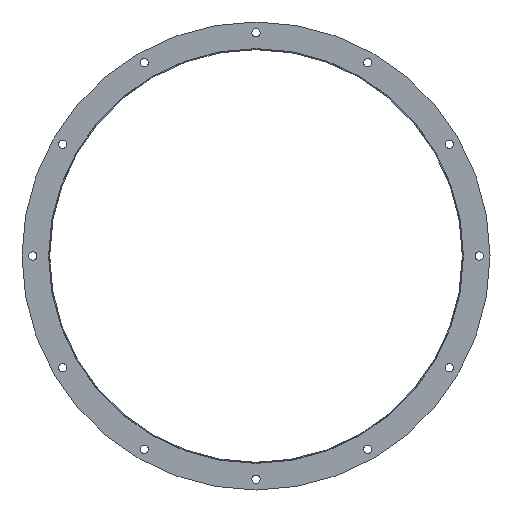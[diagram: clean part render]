
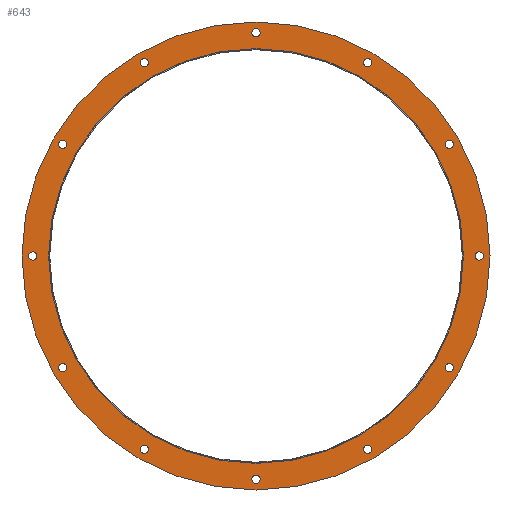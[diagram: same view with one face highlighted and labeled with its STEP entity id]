
A CAD part, front view. The second image highlights one B-rep face of the part: STEP entity #643.
In plain terms, the highlighted face is planar.
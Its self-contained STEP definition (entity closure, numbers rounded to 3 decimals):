
#33=FACE_BOUND('',#178,.T.);
#34=FACE_BOUND('',#179,.T.);
#35=FACE_BOUND('',#180,.T.);
#36=FACE_BOUND('',#181,.T.);
#37=FACE_BOUND('',#182,.T.);
#38=FACE_BOUND('',#183,.T.);
#39=FACE_BOUND('',#184,.T.);
#40=FACE_BOUND('',#185,.T.);
#41=FACE_BOUND('',#186,.T.);
#42=FACE_BOUND('',#187,.T.);
#43=FACE_BOUND('',#188,.T.);
#44=FACE_BOUND('',#189,.T.);
#45=FACE_BOUND('',#190,.T.);
#125=FACE_OUTER_BOUND('',#177,.T.);
#177=EDGE_LOOP('',(#541));
#178=EDGE_LOOP('',(#542));
#179=EDGE_LOOP('',(#543));
#180=EDGE_LOOP('',(#544));
#181=EDGE_LOOP('',(#545));
#182=EDGE_LOOP('',(#546));
#183=EDGE_LOOP('',(#547));
#184=EDGE_LOOP('',(#548));
#185=EDGE_LOOP('',(#549));
#186=EDGE_LOOP('',(#550));
#187=EDGE_LOOP('',(#551));
#188=EDGE_LOOP('',(#552));
#189=EDGE_LOOP('',(#553));
#190=EDGE_LOOP('',(#554));
#225=CIRCLE('',#692,251.25);
#227=CIRCLE('',#695,5.);
#229=CIRCLE('',#698,5.);
#231=CIRCLE('',#701,5.);
#233=CIRCLE('',#704,5.);
#235=CIRCLE('',#707,5.);
#237=CIRCLE('',#710,5.);
#239=CIRCLE('',#713,5.);
#241=CIRCLE('',#716,5.);
#243=CIRCLE('',#719,5.);
#245=CIRCLE('',#722,5.);
#247=CIRCLE('',#725,5.);
#249=CIRCLE('',#728,5.);
#251=CIRCLE('',#731,283.5);
#325=VERTEX_POINT('',#1037);
#327=VERTEX_POINT('',#1042);
#329=VERTEX_POINT('',#1047);
#331=VERTEX_POINT('',#1052);
#333=VERTEX_POINT('',#1057);
#335=VERTEX_POINT('',#1062);
#337=VERTEX_POINT('',#1067);
#339=VERTEX_POINT('',#1072);
#341=VERTEX_POINT('',#1077);
#343=VERTEX_POINT('',#1082);
#345=VERTEX_POINT('',#1087);
#347=VERTEX_POINT('',#1092);
#349=VERTEX_POINT('',#1097);
#351=VERTEX_POINT('',#1102);
#397=EDGE_CURVE('',#325,#325,#225,.T.);
#399=EDGE_CURVE('',#327,#327,#227,.T.);
#401=EDGE_CURVE('',#329,#329,#229,.T.);
#403=EDGE_CURVE('',#331,#331,#231,.T.);
#405=EDGE_CURVE('',#333,#333,#233,.T.);
#407=EDGE_CURVE('',#335,#335,#235,.T.);
#409=EDGE_CURVE('',#337,#337,#237,.T.);
#411=EDGE_CURVE('',#339,#339,#239,.T.);
#413=EDGE_CURVE('',#341,#341,#241,.T.);
#415=EDGE_CURVE('',#343,#343,#243,.T.);
#417=EDGE_CURVE('',#345,#345,#245,.T.);
#419=EDGE_CURVE('',#347,#347,#247,.T.);
#421=EDGE_CURVE('',#349,#349,#249,.T.);
#423=EDGE_CURVE('',#351,#351,#251,.T.);
#541=ORIENTED_EDGE('',*,*,#423,.F.);
#542=ORIENTED_EDGE('',*,*,#397,.T.);
#543=ORIENTED_EDGE('',*,*,#399,.T.);
#544=ORIENTED_EDGE('',*,*,#401,.T.);
#545=ORIENTED_EDGE('',*,*,#403,.T.);
#546=ORIENTED_EDGE('',*,*,#405,.T.);
#547=ORIENTED_EDGE('',*,*,#407,.T.);
#548=ORIENTED_EDGE('',*,*,#409,.T.);
#549=ORIENTED_EDGE('',*,*,#411,.T.);
#550=ORIENTED_EDGE('',*,*,#413,.T.);
#551=ORIENTED_EDGE('',*,*,#415,.T.);
#552=ORIENTED_EDGE('',*,*,#417,.T.);
#553=ORIENTED_EDGE('',*,*,#419,.T.);
#554=ORIENTED_EDGE('',*,*,#421,.T.);
#581=PLANE('',#733);
#643=ADVANCED_FACE('',(#125,#33,#34,#35,#36,#37,#38,#39,#40,#41,#42,#43,
#44,#45),#581,.F.);
#692=AXIS2_PLACEMENT_3D('',#1038,#852,#853);
#695=AXIS2_PLACEMENT_3D('',#1043,#858,#859);
#698=AXIS2_PLACEMENT_3D('',#1048,#864,#865);
#701=AXIS2_PLACEMENT_3D('',#1053,#870,#871);
#704=AXIS2_PLACEMENT_3D('',#1058,#876,#877);
#707=AXIS2_PLACEMENT_3D('',#1063,#882,#883);
#710=AXIS2_PLACEMENT_3D('',#1068,#888,#889);
#713=AXIS2_PLACEMENT_3D('',#1073,#894,#895);
#716=AXIS2_PLACEMENT_3D('',#1078,#900,#901);
#719=AXIS2_PLACEMENT_3D('',#1083,#906,#907);
#722=AXIS2_PLACEMENT_3D('',#1088,#912,#913);
#725=AXIS2_PLACEMENT_3D('',#1093,#918,#919);
#728=AXIS2_PLACEMENT_3D('',#1098,#924,#925);
#731=AXIS2_PLACEMENT_3D('',#1103,#930,#931);
#733=AXIS2_PLACEMENT_3D('',#1106,#934,#935);
#852=DIRECTION('center_axis',(0.,0.,-1.));
#853=DIRECTION('ref_axis',(-1.,0.,0.));
#858=DIRECTION('center_axis',(0.,0.,-1.));
#859=DIRECTION('ref_axis',(-1.,0.,0.));
#864=DIRECTION('center_axis',(0.,0.,-1.));
#865=DIRECTION('ref_axis',(-1.,0.,0.));
#870=DIRECTION('center_axis',(0.,0.,-1.));
#871=DIRECTION('ref_axis',(-1.,0.,0.));
#876=DIRECTION('center_axis',(0.,0.,-1.));
#877=DIRECTION('ref_axis',(-1.,0.,0.));
#882=DIRECTION('center_axis',(0.,0.,-1.));
#883=DIRECTION('ref_axis',(-1.,0.,0.));
#888=DIRECTION('center_axis',(0.,0.,-1.));
#889=DIRECTION('ref_axis',(-1.,0.,0.));
#894=DIRECTION('center_axis',(0.,0.,-1.));
#895=DIRECTION('ref_axis',(-1.,0.,0.));
#900=DIRECTION('center_axis',(0.,0.,-1.));
#901=DIRECTION('ref_axis',(-1.,0.,0.));
#906=DIRECTION('center_axis',(0.,0.,-1.));
#907=DIRECTION('ref_axis',(-1.,0.,0.));
#912=DIRECTION('center_axis',(0.,0.,-1.));
#913=DIRECTION('ref_axis',(-1.,0.,0.));
#918=DIRECTION('center_axis',(0.,0.,-1.));
#919=DIRECTION('ref_axis',(-1.,0.,0.));
#924=DIRECTION('center_axis',(0.,0.,-1.));
#925=DIRECTION('ref_axis',(-1.,0.,0.));
#930=DIRECTION('center_axis',(0.,0.,-1.));
#931=DIRECTION('ref_axis',(-1.,0.,0.));
#934=DIRECTION('center_axis',(0.,0.,-1.));
#935=DIRECTION('ref_axis',(-1.,0.,0.));
#1037=CARTESIAN_POINT('',(251.25,0.,4.));
#1038=CARTESIAN_POINT('Origin',(0.,0.,4.));
#1042=CARTESIAN_POINT('',(140.25,234.26,4.));
#1043=CARTESIAN_POINT('Origin',(135.25,234.26,4.));
#1047=CARTESIAN_POINT('',(239.26,135.25,4.));
#1048=CARTESIAN_POINT('Origin',(234.26,135.25,4.));
#1052=CARTESIAN_POINT('',(275.5,0.,4.));
#1053=CARTESIAN_POINT('Origin',(270.5,0.,4.));
#1057=CARTESIAN_POINT('',(239.26,-135.25,4.));
#1058=CARTESIAN_POINT('Origin',(234.26,-135.25,4.));
#1062=CARTESIAN_POINT('',(140.25,-234.26,4.));
#1063=CARTESIAN_POINT('Origin',(135.25,-234.26,4.));
#1067=CARTESIAN_POINT('',(5.,-270.5,4.));
#1068=CARTESIAN_POINT('Origin',(0.,-270.5,4.));
#1072=CARTESIAN_POINT('',(-130.25,-234.26,4.));
#1073=CARTESIAN_POINT('Origin',(-135.25,-234.26,4.));
#1077=CARTESIAN_POINT('',(-229.26,-135.25,4.));
#1078=CARTESIAN_POINT('Origin',(-234.26,-135.25,4.));
#1082=CARTESIAN_POINT('',(-265.5,0.,4.));
#1083=CARTESIAN_POINT('Origin',(-270.5,0.,4.));
#1087=CARTESIAN_POINT('',(-229.26,135.25,4.));
#1088=CARTESIAN_POINT('Origin',(-234.26,135.25,4.));
#1092=CARTESIAN_POINT('',(-130.25,234.26,4.));
#1093=CARTESIAN_POINT('Origin',(-135.25,234.26,4.));
#1097=CARTESIAN_POINT('',(5.,270.5,4.));
#1098=CARTESIAN_POINT('Origin',(0.,270.5,4.));
#1102=CARTESIAN_POINT('',(283.5,0.,4.));
#1103=CARTESIAN_POINT('Origin',(0.,0.,4.));
#1106=CARTESIAN_POINT('Origin',(0.,0.,4.));
